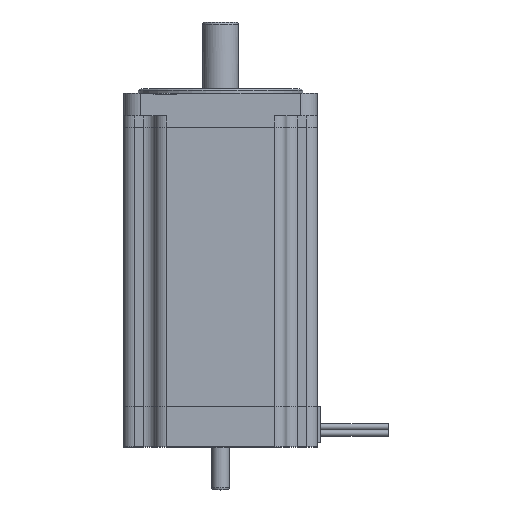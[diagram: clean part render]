
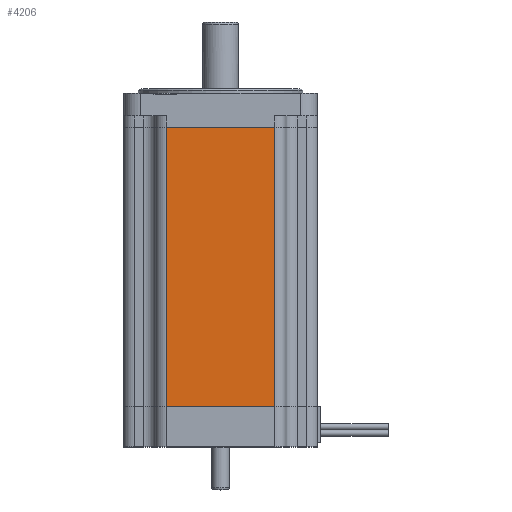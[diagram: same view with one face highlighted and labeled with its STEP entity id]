
A CAD part, top view. The second image highlights one B-rep face of the part: STEP entity #4206.
In plain terms, the highlighted planar face has unit normal (0, 0, 1).
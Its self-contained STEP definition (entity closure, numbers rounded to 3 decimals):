
#108=PLANE('',#4600);
#365=FACE_OUTER_BOUND('',#605,.T.);
#605=EDGE_LOOP('',(#3375,#3376,#3377,#3378));
#960=LINE('',#6750,#1382);
#984=LINE('',#6816,#1406);
#985=LINE('',#6818,#1407);
#986=LINE('',#6819,#1408);
#1382=VECTOR('',#5392,1000.);
#1406=VECTOR('',#5452,1000.);
#1407=VECTOR('',#5453,1000.);
#1408=VECTOR('',#5454,1000.);
#2093=VERTEX_POINT('',#6747);
#2094=VERTEX_POINT('',#6749);
#2118=VERTEX_POINT('',#6815);
#2119=VERTEX_POINT('',#6817);
#2578=EDGE_CURVE('',#2093,#2094,#960,.T.);
#2613=EDGE_CURVE('',#2093,#2118,#984,.T.);
#2614=EDGE_CURVE('',#2118,#2119,#985,.T.);
#2615=EDGE_CURVE('',#2119,#2094,#986,.T.);
#3375=ORIENTED_EDGE('',*,*,#2578,.F.);
#3376=ORIENTED_EDGE('',*,*,#2613,.T.);
#3377=ORIENTED_EDGE('',*,*,#2614,.T.);
#3378=ORIENTED_EDGE('',*,*,#2615,.T.);
#4206=ADVANCED_FACE('',(#365),#108,.F.);
#4600=AXIS2_PLACEMENT_3D('',#6814,#5450,#5451);
#5392=DIRECTION('',(1.,0.,0.));
#5450=DIRECTION('center_axis',(0.,0.,-1.));
#5451=DIRECTION('ref_axis',(-1.,0.,0.));
#5452=DIRECTION('',(0.,-1.,0.));
#5453=DIRECTION('',(1.,0.,0.));
#5454=DIRECTION('',(0.,1.,0.));
#6747=CARTESIAN_POINT('',(5.607,141.99,60.356));
#6749=CARTESIAN_POINT('',(53.607,141.99,60.356));
#6750=CARTESIAN_POINT('',(-5.893,141.99,60.356));
#6814=CARTESIAN_POINT('Origin',(-5.893,157.,60.356));
#6815=CARTESIAN_POINT('',(5.607,18.01,60.356));
#6816=CARTESIAN_POINT('',(5.607,157.,60.356));
#6817=CARTESIAN_POINT('',(53.607,18.01,60.356));
#6818=CARTESIAN_POINT('',(-5.893,18.01,60.356));
#6819=CARTESIAN_POINT('',(53.607,157.,60.356));
